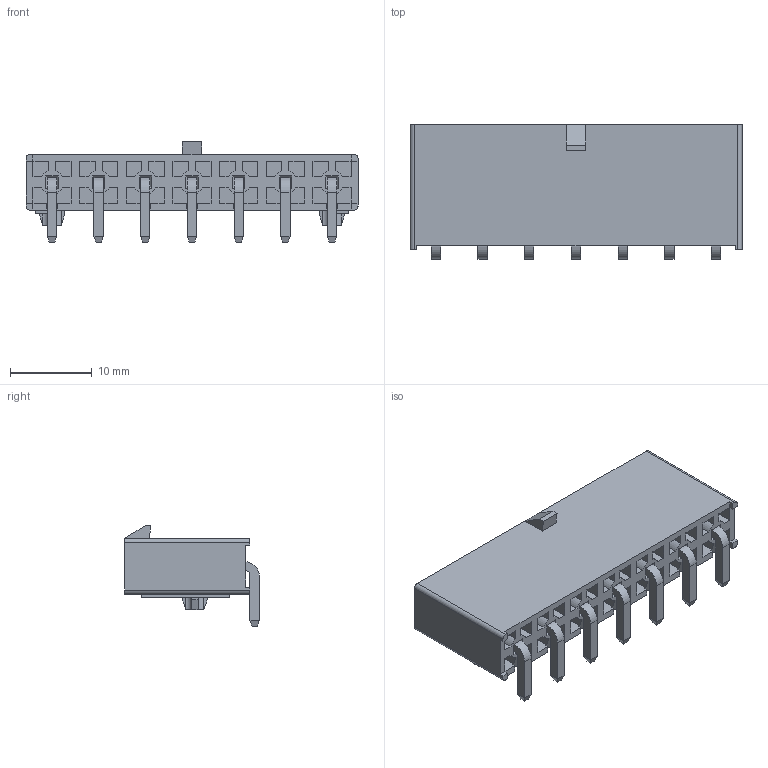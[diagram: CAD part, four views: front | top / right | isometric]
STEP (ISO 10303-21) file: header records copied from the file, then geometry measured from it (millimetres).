
FILE_DESCRIPTION(/* description */ ('Unknown'),/* implementation_level */ '2;1');
FILE_NAME(/* name */ 'J_Wurth_WR-MPC5_657007140101',/* time_stamp */ '2025-07-10T13:39:54+08:00',/* author */ ('Unknown'),/* organization */ ('Unknown'),/* preprocessor_version */ 'ST-DEVELOPER v19.4',/* originating_system */ 'Solid Edge',/* authorisation */ 'Unknown');
FILE_SCHEMA (('AUTOMOTIVE_DESIGN {1 0 10303 214 3 1 1}'));
Length unit declared in the file: millimetre
Products named in the file (2): J_Wurth_WR-MPC5_657007140101
Assembly tree (1 placements, depth 2):
  J_Wurth_WR-MPC5_657007140101
    J_Wurth_WR-MPC5_657007140101
Bounding box: 40.55 x 16.44 x 12.28 mm (x, y, z)
Volume: 2039 mm3; surface area: 4601.4 mm2
Topology: 1 solids, 1 shells, 557 faces, 1370 edges, 850 vertices
Faces by surface type: plane 503, cylinder 54
Entity records: 19878 total; most frequent: CARTESIAN_POINT 2779, ORIENTED_EDGE 2740, DIRECTION 2600, EDGE_CURVE 1370, LINE 1258, VECTOR 1258, VERTEX_POINT 850, AXIS2_PLACEMENT_3D 671
